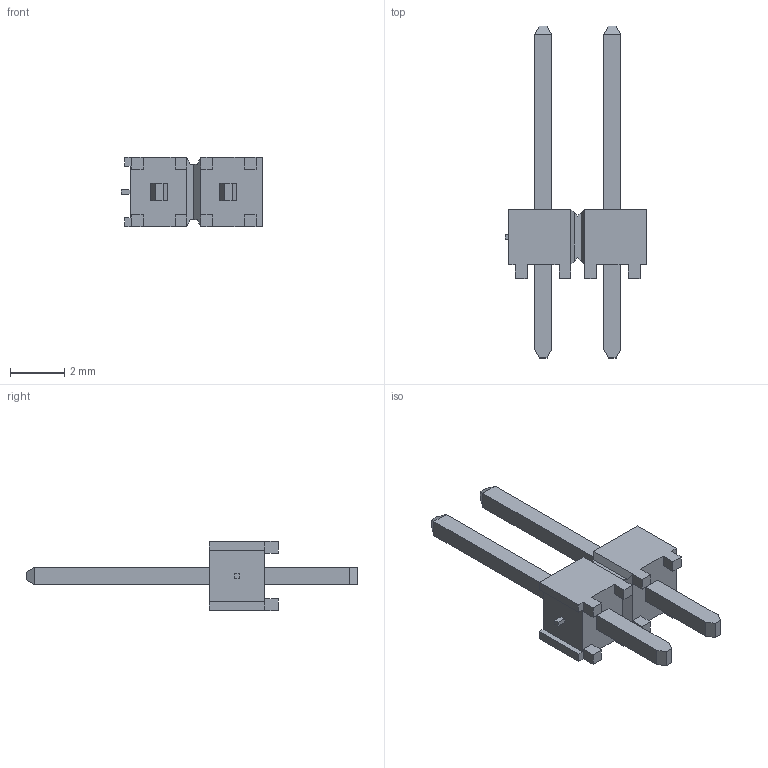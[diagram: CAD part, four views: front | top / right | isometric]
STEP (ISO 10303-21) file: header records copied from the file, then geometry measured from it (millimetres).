
FILE_DESCRIPTION (( 'STEP AP214' ), '1' );
FILE_NAME ('TSW-102-24-L-S.STEP', '2022-12-24T02:08:21', ( '' ), ( '' ), 'SwSTEP 2.0', 'SolidWorks 2022', '' );
FILE_SCHEMA (( 'AUTOMOTIVE_DESIGN' ));
Length unit declared in the file: millimetre
Products named in the file (3): T-1S6-17-TSW-1-24-2-S; TSW-102-24-L-S_body; TSW-102-24-L-S
Assembly tree (2 placements, depth 2):
  TSW-102-24-L-S
    T-1S6-17-TSW-1-24-2-S
    TSW-102-24-L-S_body
Bounding box: 5.21 x 12.19 x 2.54 mm (x, y, z)
Volume: 33.8 mm3; surface area: 141.3 mm2
Topology: 2 solids, 2 shells, 107 faces, 274 edges, 176 vertices
Faces by surface type: plane 107
Entity records: 3420 total; most frequent: CARTESIAN_POINT 562, ORIENTED_EDGE 548, DIRECTION 498, LINE 274, VECTOR 274, EDGE_CURVE 274, VERTEX_POINT 176, EDGE_LOOP 116
